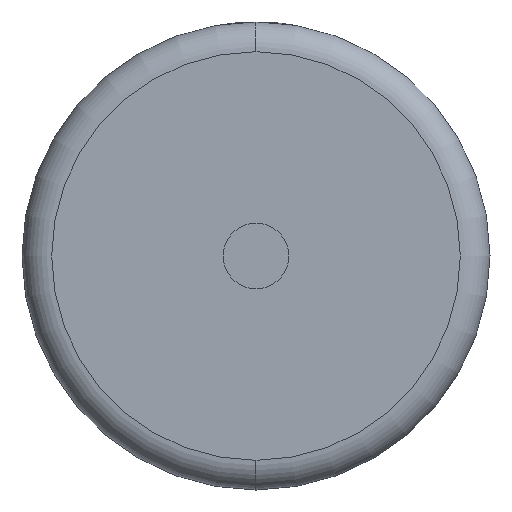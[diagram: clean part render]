
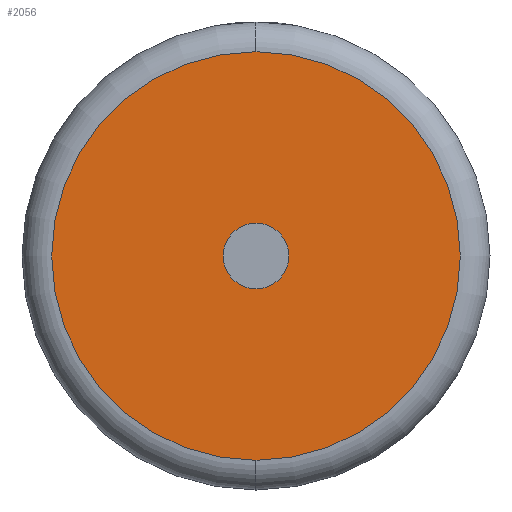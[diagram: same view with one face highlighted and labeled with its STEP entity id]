
A CAD part, left-side view. The second image highlights one B-rep face of the part: STEP entity #2056.
In plain terms, the highlighted planar face has unit normal (-1, 0, 0).
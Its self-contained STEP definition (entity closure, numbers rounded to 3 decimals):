
#89 = VERTEX_POINT ( 'NONE', #2146 ) ;
#297 = EDGE_LOOP ( 'NONE', ( #1714, #1944 ) ) ;
#298 = DIRECTION ( 'NONE',  ( 0., 0., -1. ) ) ;
#314 = CARTESIAN_POINT ( 'NONE',  ( 0., 0., -6. ) ) ;
#607 = VERTEX_POINT ( 'NONE', #314 ) ;
#681 = CARTESIAN_POINT ( 'NONE',  ( 0., 0., 0. ) ) ;
#684 = CARTESIAN_POINT ( 'NONE',  ( 0., 0., 0. ) ) ;
#739 = DIRECTION ( 'NONE',  ( -1., 0., 0. ) ) ;
#984 = VERTEX_POINT ( 'NONE', #2602 ) ;
#1090 = EDGE_LOOP ( 'NONE', ( #2473, #3830 ) ) ;
#1343 = CARTESIAN_POINT ( 'NONE',  ( 0., 0., 0. ) ) ;
#1526 = CARTESIAN_POINT ( 'NONE',  ( 0., 0., 0. ) ) ;
#1585 = PLANE ( 'NONE',  #2893 ) ;
#1714 = ORIENTED_EDGE ( 'NONE', *, *, #3003, .T. ) ;
#1817 = CARTESIAN_POINT ( 'NONE',  ( 0., 0., 0. ) ) ;
#1831 = CIRCLE ( 'NONE', #3919, 37.324 ) ;
#1927 = DIRECTION ( 'NONE',  ( 0., 0., -1. ) ) ;
#1944 = ORIENTED_EDGE ( 'NONE', *, *, #4003, .T. ) ;
#2056 = ADVANCED_FACE ( 'NONE', ( #3595, #2783 ), #1585, .F. ) ;
#2068 = CIRCLE ( 'NONE', #2903, 6. ) ;
#2127 = EDGE_CURVE ( 'NONE', #607, #984, #2553, .T. ) ;
#2146 = CARTESIAN_POINT ( 'NONE',  ( 0., 0., 37.324 ) ) ;
#2217 = AXIS2_PLACEMENT_3D ( 'NONE', #681, #2566, #1927 ) ;
#2315 = DIRECTION ( 'NONE',  ( 0., 0., -1. ) ) ;
#2430 = DIRECTION ( 'NONE',  ( -1., 0., 0. ) ) ;
#2473 = ORIENTED_EDGE ( 'NONE', *, *, #2127, .F. ) ;
#2546 = AXIS2_PLACEMENT_3D ( 'NONE', #1343, #739, #2315 ) ;
#2553 = CIRCLE ( 'NONE', #2546, 6. ) ;
#2566 = DIRECTION ( 'NONE',  ( -1., 0., 0. ) ) ;
#2602 = CARTESIAN_POINT ( 'NONE',  ( 0., 0., 6. ) ) ;
#2708 = CARTESIAN_POINT ( 'NONE',  ( 0., 0., -37.324 ) ) ;
#2734 = DIRECTION ( 'NONE',  ( 0., 0., -1. ) ) ;
#2783 = FACE_BOUND ( 'NONE', #1090, .T. ) ;
#2830 = DIRECTION ( 'NONE',  ( 0., 0., -1. ) ) ;
#2845 = DIRECTION ( 'NONE',  ( -1., 0., 0. ) ) ;
#2893 = AXIS2_PLACEMENT_3D ( 'NONE', #684, #3456, #2830 ) ;
#2903 = AXIS2_PLACEMENT_3D ( 'NONE', #1526, #2845, #298 ) ;
#3003 = EDGE_CURVE ( 'NONE', #3149, #89, #3897, .T. ) ;
#3149 = VERTEX_POINT ( 'NONE', #2708 ) ;
#3456 = DIRECTION ( 'NONE',  ( 1., 0., 0. ) ) ;
#3595 = FACE_OUTER_BOUND ( 'NONE', #297, .T. ) ;
#3731 = EDGE_CURVE ( 'NONE', #984, #607, #2068, .T. ) ;
#3830 = ORIENTED_EDGE ( 'NONE', *, *, #3731, .F. ) ;
#3897 = CIRCLE ( 'NONE', #2217, 37.324 ) ;
#3919 = AXIS2_PLACEMENT_3D ( 'NONE', #1817, #2430, #2734 ) ;
#4003 = EDGE_CURVE ( 'NONE', #89, #3149, #1831, .T. ) ;
